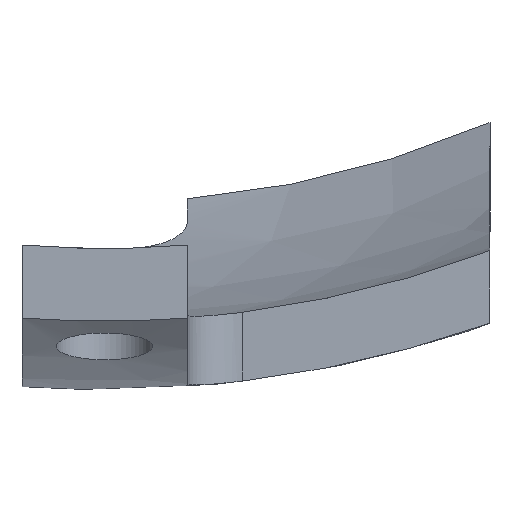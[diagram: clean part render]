
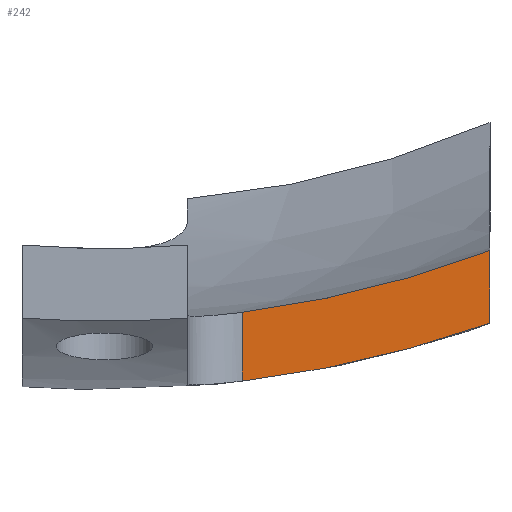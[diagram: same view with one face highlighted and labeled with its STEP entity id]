
A CAD part, left-side view. The second image highlights one B-rep face of the part: STEP entity #242.
In plain terms, the highlighted planar face has unit normal (-1, 0, 0).
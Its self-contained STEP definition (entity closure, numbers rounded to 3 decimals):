
#25=CIRCLE('',#259,42.088);
#26=CIRCLE('',#260,39.607);
#41=PLANE('',#258);
#50=FACE_OUTER_BOUND('',#64,.T.);
#64=EDGE_LOOP('',(#173,#174,#175,#176));
#83=LINE('',#379,#93);
#85=LINE('',#401,#95);
#93=VECTOR('',#291,2.5);
#95=VECTOR('',#297,2.641);
#112=VERTEX_POINT('',#362);
#113=VERTEX_POINT('',#378);
#115=VERTEX_POINT('',#398);
#116=VERTEX_POINT('',#400);
#136=EDGE_CURVE('',#112,#113,#83,.T.);
#139=EDGE_CURVE('',#112,#115,#25,.T.);
#140=EDGE_CURVE('',#116,#115,#85,.T.);
#141=EDGE_CURVE('',#116,#113,#26,.T.);
#173=ORIENTED_EDGE('',*,*,#136,.F.);
#174=ORIENTED_EDGE('',*,*,#139,.T.);
#175=ORIENTED_EDGE('',*,*,#140,.F.);
#176=ORIENTED_EDGE('',*,*,#141,.T.);
#242=ADVANCED_FACE('',(#50),#41,.T.);
#258=AXIS2_PLACEMENT_3D('',#397,#293,#294);
#259=AXIS2_PLACEMENT_3D('',#399,#295,#296);
#260=AXIS2_PLACEMENT_3D('',#402,#298,#299);
#291=DIRECTION('',(0.,0.,1.));
#293=DIRECTION('center_axis',(-1.,0.,0.));
#294=DIRECTION('ref_axis',(0.,1.,0.));
#295=DIRECTION('center_axis',(-1.,0.,0.));
#296=DIRECTION('ref_axis',(0.,0.,-1.));
#297=DIRECTION('',(0.,0.,-1.));
#298=DIRECTION('center_axis',(1.,0.,0.));
#299=DIRECTION('ref_axis',(0.,0.,-1.));
#362=CARTESIAN_POINT('',(-1.,-5.,-41.79));
#378=CARTESIAN_POINT('',(-1.,-5.,-39.291));
#379=CARTESIAN_POINT('',(-1.,-5.,0.));
#397=CARTESIAN_POINT('Origin',(-1.,-14.,0.));
#398=CARTESIAN_POINT('',(-1.,-14.,-39.691));
#399=CARTESIAN_POINT('Origin',(-1.,0.,0.));
#400=CARTESIAN_POINT('',(-1.,-14.,-37.051));
#401=CARTESIAN_POINT('',(-1.,-14.,0.));
#402=CARTESIAN_POINT('Origin',(-1.,0.,0.));
